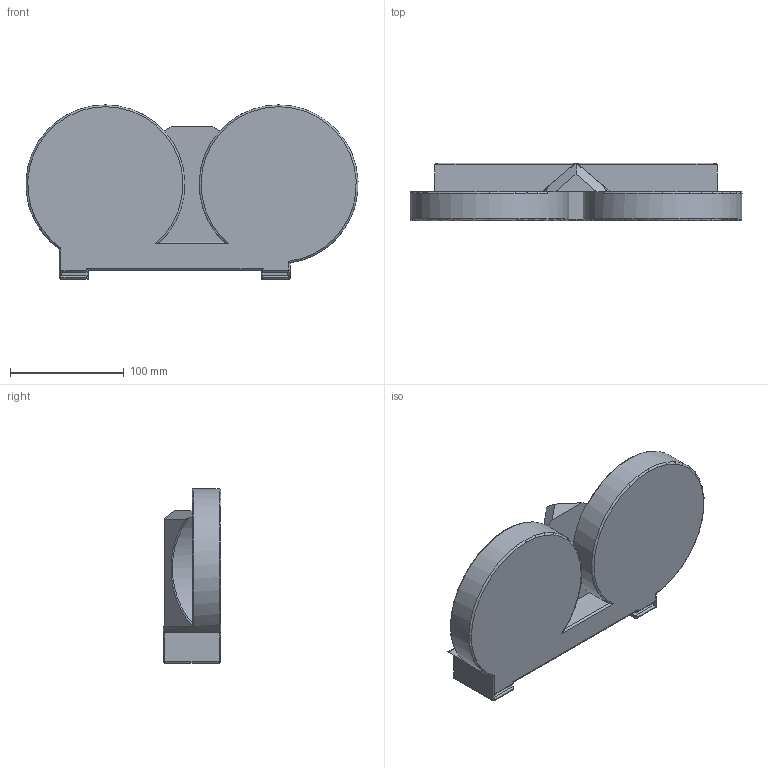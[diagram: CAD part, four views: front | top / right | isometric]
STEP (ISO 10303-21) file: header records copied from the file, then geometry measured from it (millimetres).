
FILE_DESCRIPTION (( 'STEP AP203' ), '1' );
FILE_NAME ('dish.STEP', '2024-07-11T01:42:53', ( '' ), ( '' ), 'SwSTEP 2.0', 'SolidWorks 2023', '' );
FILE_SCHEMA (( 'CONFIG_CONTROL_DESIGN' ));
Length unit declared in the file: inch
Products named in the file (1): dish
Bounding box: 292 x 50.8 x 153.23 mm (x, y, z)
Volume: 455369.5 mm3; surface area: 138118.2 mm2
Topology: 1 solids, 1 shells, 97 faces, 241 edges, 142 vertices
Faces by surface type: cylinder 36, plane 32, torus 18, bspline 11
Entity records: 3399 total; most frequent: CARTESIAN_POINT 1235, ORIENTED_EDGE 474, DIRECTION 401, EDGE_CURVE 237, AXIS2_PLACEMENT_3D 146, VERTEX_POINT 142, VECTOR 109, LINE 109
